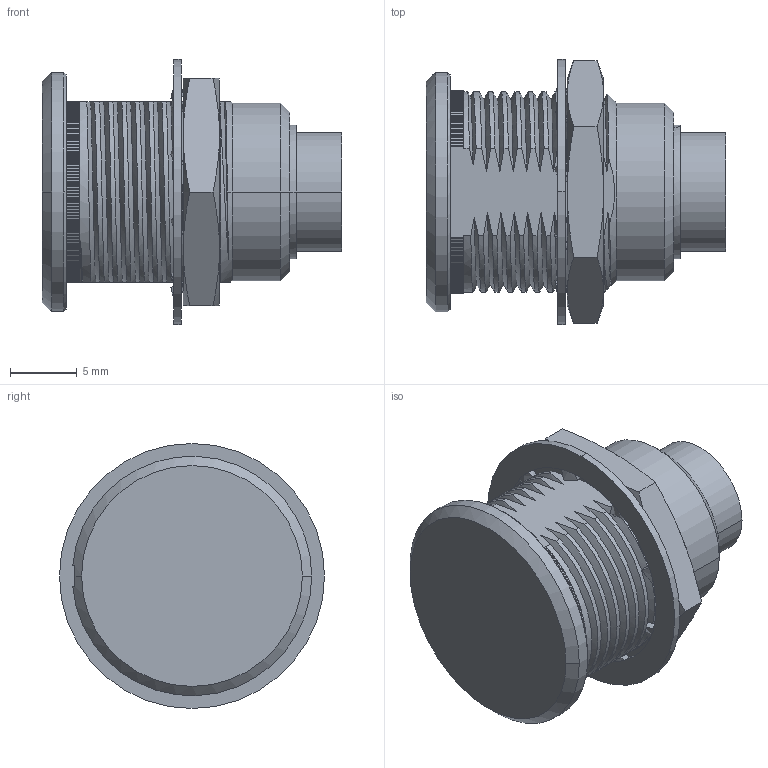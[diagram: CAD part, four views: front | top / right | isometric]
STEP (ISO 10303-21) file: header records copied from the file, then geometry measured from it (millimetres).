
FILE_DESCRIPTION((''),'2;1');
FILE_NAME('ABER2PP','2014-05-07T',('tsebastian'),('Souriau'),'PRO/ENGINEER BY PARAMETRIC TECHNOLOGY CORPORATION, 2010140','PRO/ENGINEER BY PARAMETRIC TECHNOLOGY CORPORATION, 2010140','');
FILE_SCHEMA(('CONFIG_CONTROL_DESIGN'));
Length unit declared in the file: millimetre
Products named in the file (1): ABER2PP
Bounding box: 22.4 x 19.81 x 19.81 mm (x, y, z)
Volume: 3586.2 mm3; surface area: 2297.3 mm2
Topology: 1 solids, 1 shells, 622 faces, 1950 edges, 1299 vertices
Faces by surface type: plane 317, cylinder 188, bspline 97, cone 20
Entity records: 31934 total; most frequent: CARTESIAN_POINT 15254, ORIENTED_EDGE 3900, DIRECTION 2947, EDGE_CURVE 1950, VERTEX_POINT 1299, VECTOR 1209, LINE 1209, AXIS2_PLACEMENT_3D 869
